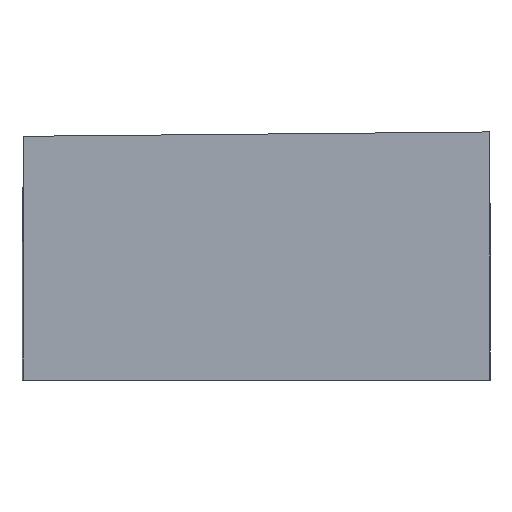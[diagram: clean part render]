
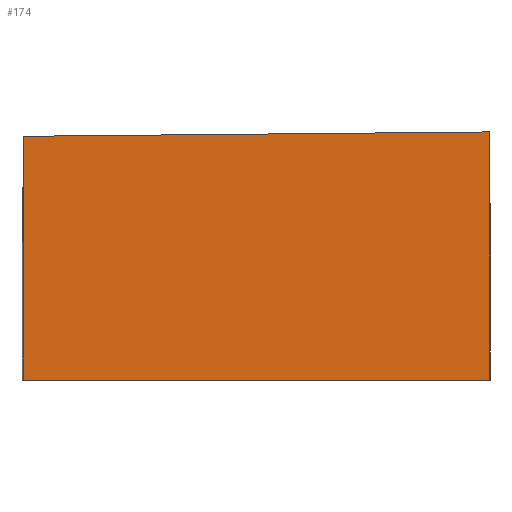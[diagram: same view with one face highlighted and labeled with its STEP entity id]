
A CAD part, left-side view. The second image highlights one B-rep face of the part: STEP entity #174.
In plain terms, the highlighted planar face has unit normal (-1, 0, 0).
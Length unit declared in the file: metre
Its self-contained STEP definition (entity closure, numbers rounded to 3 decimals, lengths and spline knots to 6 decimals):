
#22=ORIENTED_EDGE('',*,*,#58,.F.);
#23=ORIENTED_EDGE('',*,*,#68,.T.);
#24=ORIENTED_EDGE('',*,*,#64,.T.);
#25=ORIENTED_EDGE('',*,*,#69,.T.);
#58=EDGE_CURVE('',#81,#82,#96,.T.);
#64=EDGE_CURVE('',#87,#88,#102,.T.);
#68=EDGE_CURVE('',#81,#87,#106,.F.);
#69=EDGE_CURVE('',#88,#82,#107,.T.);
#81=VERTEX_POINT('',#253);
#82=VERTEX_POINT('',#254);
#87=VERTEX_POINT('',#266);
#88=VERTEX_POINT('',#267);
#96=LINE('',#252,#119);
#102=LINE('',#265,#125);
#106=LINE('',#274,#129);
#107=LINE('',#275,#130);
#119=VECTOR('',#209,1.);
#125=VECTOR('',#217,1.);
#129=VECTOR('',#223,1.);
#130=VECTOR('',#224,1.);
#144=EDGE_LOOP('',(#22,#23,#24,#25));
#154=FACE_BOUND('',#144,.T.);
#164=PLANE('',#197);
#174=ADVANCED_FACE('',(#154),#164,.F.);
#197=AXIS2_PLACEMENT_3D('',#273,#221,#222);
#209=DIRECTION('',(0.,0.,-1.));
#217=DIRECTION('',(0.,0.,-1.));
#221=DIRECTION('',(1.,0.,0.));
#222=DIRECTION('',(0.,0.,-1.));
#223=DIRECTION('',(0.,-1.,0.009));
#224=DIRECTION('',(0.,-1.,0.));
#252=CARTESIAN_POINT('',(-0.035575,-0.035134,0.025));
#253=CARTESIAN_POINT('',(-0.035575,-0.035134,0.024374));
#254=CARTESIAN_POINT('',(-0.035575,-0.035134,-0.013));
#265=CARTESIAN_POINT('',(-0.035575,0.035134,0.025));
#266=CARTESIAN_POINT('',(-0.035575,0.035134,0.023718));
#267=CARTESIAN_POINT('',(-0.035575,0.035134,-0.013));
#273=CARTESIAN_POINT('',(-0.035575,0.,0.025));
#274=CARTESIAN_POINT('',(-0.035575,0.000335,0.024043));
#275=CARTESIAN_POINT('',(-0.035575,0.,-0.013));
